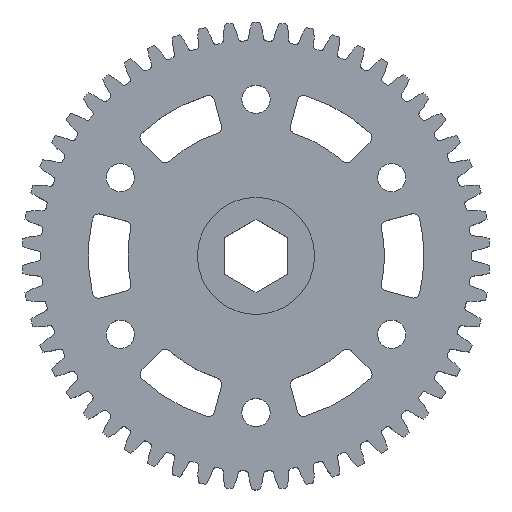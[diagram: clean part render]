
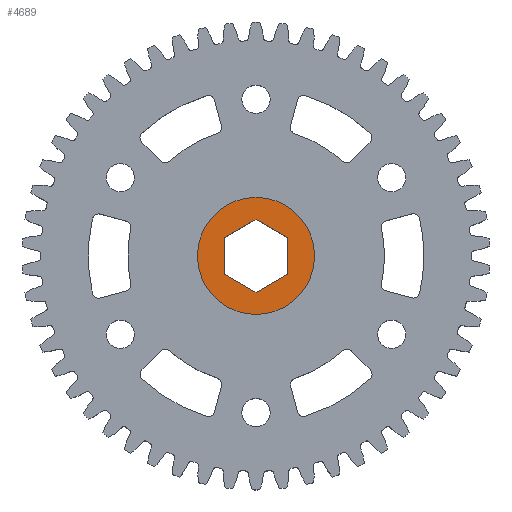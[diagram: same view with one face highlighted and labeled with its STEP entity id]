
A CAD part, top view. The second image highlights one B-rep face of the part: STEP entity #4689.
In plain terms, the highlighted planar face has unit normal (0, 0, 1).
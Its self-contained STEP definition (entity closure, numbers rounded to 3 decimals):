
#1133 = PLANE ( 'NONE',  #5852 ) ;
#1559 = AXIS2_PLACEMENT_3D ( 'NONE', #4670, #15808, #6300 ) ;
#1818 = EDGE_CURVE ( 'NONE', #14429, #18093, #19985, .T. ) ;
#1917 = VECTOR ( 'NONE', #11101, 1000. ) ;
#2021 = CARTESIAN_POINT ( 'NONE',  ( -4.801, 2.772, 6.325 ) ) ;
#2176 = CARTESIAN_POINT ( 'NONE',  ( 0., -5.543, 6.325 ) ) ;
#2259 = EDGE_CURVE ( 'NONE', #19941, #4515, #16503, .T. ) ;
#3532 = CARTESIAN_POINT ( 'NONE',  ( 0., 0., 6.325 ) ) ;
#4128 = AXIS2_PLACEMENT_3D ( 'NONE', #3532, #14730, #5220 ) ;
#4231 = VERTEX_POINT ( 'NONE', #8588 ) ;
#4474 = DIRECTION ( 'NONE',  ( 1., 0., 0. ) ) ;
#4515 = VERTEX_POINT ( 'NONE', #14041 ) ;
#4670 = CARTESIAN_POINT ( 'NONE',  ( 0., 0., 6.325 ) ) ;
#4689 = ADVANCED_FACE ( 'NONE', ( #16283, #6110 ), #1133, .T. ) ;
#5220 = DIRECTION ( 'NONE',  ( 1., 0., 0. ) ) ;
#5314 = LINE ( 'NONE', #6216, #9060 ) ;
#5456 = CARTESIAN_POINT ( 'NONE',  ( 0., -5.543, 6.325 ) ) ;
#5718 = EDGE_CURVE ( 'NONE', #17245, #4231, #19738, .T. ) ;
#5852 = AXIS2_PLACEMENT_3D ( 'NONE', #13613, #14029, #4474 ) ;
#6110 = FACE_OUTER_BOUND ( 'NONE', #15101, .T. ) ;
#6160 = ORIENTED_EDGE ( 'NONE', *, *, #1818, .T. ) ;
#6216 = CARTESIAN_POINT ( 'NONE',  ( -4.801, -2.772, 6.325 ) ) ;
#6300 = DIRECTION ( 'NONE',  ( 1., 0., 0. ) ) ;
#6894 = EDGE_CURVE ( 'NONE', #19693, #14978, #17402, .T. ) ;
#7182 = CIRCLE ( 'NONE', #4128, 8.89 ) ;
#8588 = CARTESIAN_POINT ( 'NONE',  ( -4.801, -2.772, 6.325 ) ) ;
#8936 = VECTOR ( 'NONE', #15013, 1000. ) ;
#9060 = VECTOR ( 'NONE', #14267, 1000. ) ;
#9424 = EDGE_LOOP ( 'NONE', ( #12001, #12204, #19021, #12059, #17153, #12601 ) ) ;
#9493 = CARTESIAN_POINT ( 'NONE',  ( 4.801, -2.772, 6.325 ) ) ;
#10723 = CARTESIAN_POINT ( 'NONE',  ( 4.801, 2.772, 6.325 ) ) ;
#10929 = CARTESIAN_POINT ( 'NONE',  ( 0., 5.543, 6.325 ) ) ;
#10996 = DIRECTION ( 'NONE',  ( -0.866, -0.5, 0. ) ) ;
#11101 = DIRECTION ( 'NONE',  ( 0., 1., 0. ) ) ;
#12001 = ORIENTED_EDGE ( 'NONE', *, *, #16210, .F. ) ;
#12059 = ORIENTED_EDGE ( 'NONE', *, *, #5718, .F. ) ;
#12204 = ORIENTED_EDGE ( 'NONE', *, *, #6894, .F. ) ;
#12272 = VECTOR ( 'NONE', #14265, 1000. ) ;
#12601 = ORIENTED_EDGE ( 'NONE', *, *, #2259, .F. ) ;
#12665 = EDGE_CURVE ( 'NONE', #18093, #14429, #7182, .T. ) ;
#12700 = CARTESIAN_POINT ( 'NONE',  ( 4.801, -2.772, 6.325 ) ) ;
#13387 = VECTOR ( 'NONE', #10996, 1000. ) ;
#13613 = CARTESIAN_POINT ( 'NONE',  ( 0., 0., 6.325 ) ) ;
#13835 = EDGE_CURVE ( 'NONE', #4515, #17245, #17637, .T. ) ;
#14029 = DIRECTION ( 'NONE',  ( 0., 0., 1. ) ) ;
#14041 = CARTESIAN_POINT ( 'NONE',  ( 0., 5.543, 6.325 ) ) ;
#14265 = DIRECTION ( 'NONE',  ( -0.866, 0.5, 0. ) ) ;
#14267 = DIRECTION ( 'NONE',  ( 0.866, -0.5, 0. ) ) ;
#14429 = VERTEX_POINT ( 'NONE', #19092 ) ;
#14730 = DIRECTION ( 'NONE',  ( 0., 0., 1. ) ) ;
#14740 = LINE ( 'NONE', #12700, #1917 ) ;
#14978 = VERTEX_POINT ( 'NONE', #9493 ) ;
#15008 = EDGE_CURVE ( 'NONE', #4231, #19693, #5314, .T. ) ;
#15013 = DIRECTION ( 'NONE',  ( 0.866, 0.5, 0. ) ) ;
#15101 = EDGE_LOOP ( 'NONE', ( #16731, #6160 ) ) ;
#15512 = VECTOR ( 'NONE', #18091, 1000. ) ;
#15808 = DIRECTION ( 'NONE',  ( 0., 0., 1. ) ) ;
#16210 = EDGE_CURVE ( 'NONE', #14978, #19941, #14740, .T. ) ;
#16283 = FACE_BOUND ( 'NONE', #9424, .T. ) ;
#16503 = LINE ( 'NONE', #18919, #12272 ) ;
#16731 = ORIENTED_EDGE ( 'NONE', *, *, #12665, .T. ) ;
#17153 = ORIENTED_EDGE ( 'NONE', *, *, #13835, .F. ) ;
#17245 = VERTEX_POINT ( 'NONE', #17543 ) ;
#17402 = LINE ( 'NONE', #2176, #8936 ) ;
#17543 = CARTESIAN_POINT ( 'NONE',  ( -4.801, 2.772, 6.325 ) ) ;
#17637 = LINE ( 'NONE', #10929, #13387 ) ;
#18091 = DIRECTION ( 'NONE',  ( 0., -1., 0. ) ) ;
#18093 = VERTEX_POINT ( 'NONE', #18537 ) ;
#18537 = CARTESIAN_POINT ( 'NONE',  ( -8.89, 0., 6.325 ) ) ;
#18919 = CARTESIAN_POINT ( 'NONE',  ( 4.801, 2.772, 6.325 ) ) ;
#19021 = ORIENTED_EDGE ( 'NONE', *, *, #15008, .F. ) ;
#19092 = CARTESIAN_POINT ( 'NONE',  ( 8.89, 0., 6.325 ) ) ;
#19693 = VERTEX_POINT ( 'NONE', #5456 ) ;
#19738 = LINE ( 'NONE', #2021, #15512 ) ;
#19941 = VERTEX_POINT ( 'NONE', #10723 ) ;
#19985 = CIRCLE ( 'NONE', #1559, 8.89 ) ;
